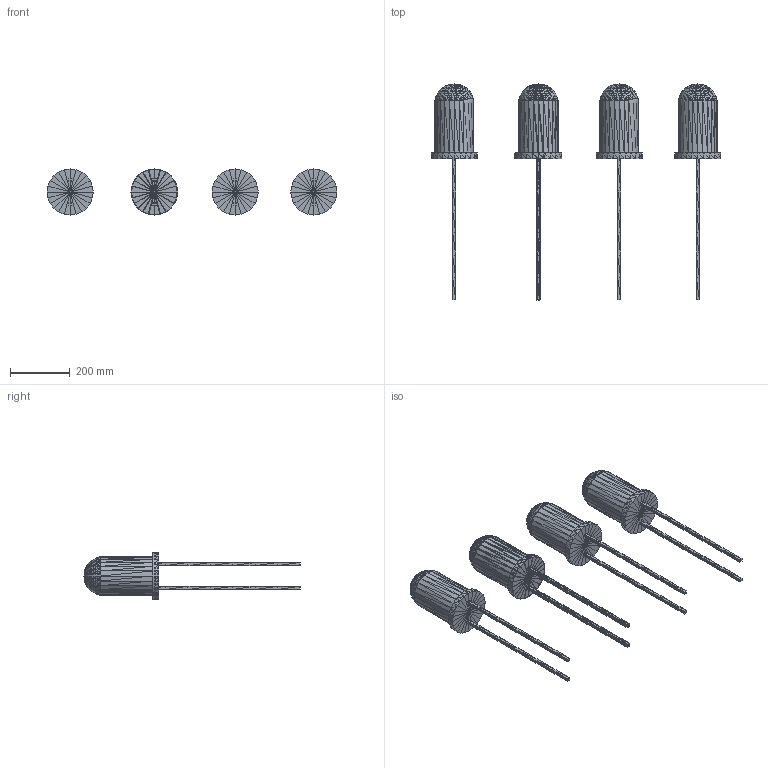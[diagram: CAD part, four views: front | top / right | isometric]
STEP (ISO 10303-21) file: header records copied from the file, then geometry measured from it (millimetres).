
FILE_DESCRIPTION(('CAx-IF Rec.Pracs.---Model Styling and Organization---1.5---2016-08-15','CAx-IF Rec.Pracs.---Geometric and Assembly Validation Properties---4.4---2016-08-17','CAx-IF Rec.Pracs.---User Defined Attributes---1.5---2016-08-15','CAx-IF Rec.Pracs.---External References---2.1---2005-01-19'),'2;1');
FILE_NAME('LED.stp','2020-08-06T10:04:34',('Unspecified'),('Unspecified'),'CAD Exchanger 3.8.1 (cadexchanger.com)','Unspecified','');
FILE_SCHEMA(('AUTOMOTIVE_DESIGN { 1 0 10303 214 1 1 1 1 }'));
Length unit declared in the file: millimetre
Products named in the file (8): 1; led; 1_1; led_1; Null.1; Null.2; Null.3; Null.5
Bounding box: 971.27 x 724.27 x 154.56 mm (x, y, z)
Surface area: 1344755.8 mm2 (no closed solid volume)
Topology: 0 solids, 6960 shells, 6960 faces, 20880 edges, 20880 vertices
Faces by surface type: plane 6960
Entity records: 76652 total; most frequent: CARTESIAN_POINT 27840, DIRECTION 13920, FACE_SURFACE 6960, FACE_OUTER_BOUND 6960, POLY_LOOP 6960, PLANE 6960, AXIS2_PLACEMENT_3D 6960, FACETED_BREP 12
